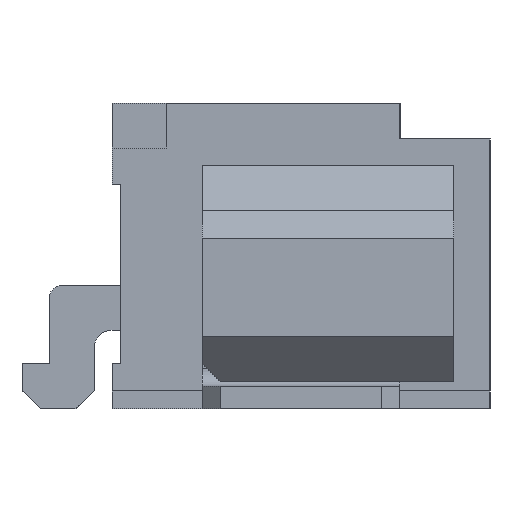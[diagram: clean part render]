
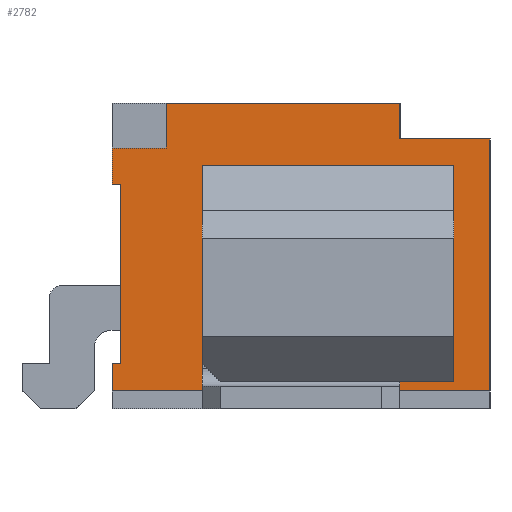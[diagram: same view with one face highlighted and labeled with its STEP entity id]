
A CAD part, left-side view. The second image highlights one B-rep face of the part: STEP entity #2782.
In plain terms, the highlighted planar face has unit normal (-1, 0, 0).
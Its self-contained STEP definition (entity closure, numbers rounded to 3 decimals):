
#270 = VERTEX_POINT('',#271);
#271 = CARTESIAN_POINT('',(-4.625,1.575,0.5));
#277 = EDGE_CURVE('',#278,#270,#280,.T.);
#278 = VERTEX_POINT('',#279);
#279 = CARTESIAN_POINT('',(-4.625,1.575,0.2));
#280 = LINE('',#281,#282);
#281 = CARTESIAN_POINT('',(-4.625,1.575,0.2));
#282 = VECTOR('',#283,1.);
#283 = DIRECTION('',(0.,0.,1.));
#573 = VERTEX_POINT('',#574);
#574 = CARTESIAN_POINT('',(-4.625,1.575,2.9));
#580 = EDGE_CURVE('',#581,#573,#583,.T.);
#581 = VERTEX_POINT('',#582);
#582 = CARTESIAN_POINT('',(-4.625,1.575,2.5));
#583 = LINE('',#584,#585);
#584 = CARTESIAN_POINT('',(-4.625,1.575,2.5));
#585 = VECTOR('',#586,1.);
#586 = DIRECTION('',(0.,0.,1.));
#619 = VERTEX_POINT('',#620);
#620 = CARTESIAN_POINT('',(-4.625,1.475,0.5));
#626 = EDGE_CURVE('',#270,#619,#627,.T.);
#627 = LINE('',#628,#629);
#628 = CARTESIAN_POINT('',(-4.625,1.575,0.5));
#629 = VECTOR('',#630,1.);
#630 = DIRECTION('',(0.,-1.,0.));
#908 = VERTEX_POINT('',#909);
#909 = CARTESIAN_POINT('',(-4.625,0.575,0.3));
#915 = EDGE_CURVE('',#908,#916,#918,.T.);
#916 = VERTEX_POINT('',#917);
#917 = CARTESIAN_POINT('',(-4.625,0.575,2.7));
#918 = LINE('',#919,#920);
#919 = CARTESIAN_POINT('',(-4.625,0.575,0.3));
#920 = VECTOR('',#921,1.);
#921 = DIRECTION('',(0.,0.,1.));
#2675 = EDGE_CURVE('',#2676,#2678,#2680,.T.);
#2676 = VERTEX_POINT('',#2677);
#2677 = CARTESIAN_POINT('',(-4.625,-2.225,0.3));
#2678 = VERTEX_POINT('',#2679);
#2679 = CARTESIAN_POINT('',(-4.625,-2.225,2.7));
#2680 = LINE('',#2681,#2682);
#2681 = CARTESIAN_POINT('',(-4.625,-2.225,0.3));
#2682 = VECTOR('',#2683,1.);
#2683 = DIRECTION('',(0.,0.,1.));
#2782 = ADVANCED_FACE('',(#2783,#2856),#2872,.T.);
#2783 = FACE_BOUND('',#2784,.F.);
#2784 = EDGE_LOOP('',(#2785,#2793,#2801,#2809,#2817,#2825,#2833,#2839,
    #2840,#2841,#2849,#2855));
#2785 = ORIENTED_EDGE('',*,*,#2786,.T.);
#2786 = EDGE_CURVE('',#573,#2787,#2789,.T.);
#2787 = VERTEX_POINT('',#2788);
#2788 = CARTESIAN_POINT('',(-4.625,0.975,2.9));
#2789 = LINE('',#2790,#2791);
#2790 = CARTESIAN_POINT('',(-4.625,1.575,2.9));
#2791 = VECTOR('',#2792,1.);
#2792 = DIRECTION('',(0.,-1.,0.));
#2793 = ORIENTED_EDGE('',*,*,#2794,.F.);
#2794 = EDGE_CURVE('',#2795,#2787,#2797,.T.);
#2795 = VERTEX_POINT('',#2796);
#2796 = CARTESIAN_POINT('',(-4.625,0.975,3.4));
#2797 = LINE('',#2798,#2799);
#2798 = CARTESIAN_POINT('',(-4.625,0.975,3.4));
#2799 = VECTOR('',#2800,1.);
#2800 = DIRECTION('',(0.,0.,-1.));
#2801 = ORIENTED_EDGE('',*,*,#2802,.T.);
#2802 = EDGE_CURVE('',#2795,#2803,#2805,.T.);
#2803 = VERTEX_POINT('',#2804);
#2804 = CARTESIAN_POINT('',(-4.625,-1.625,3.4));
#2805 = LINE('',#2806,#2807);
#2806 = CARTESIAN_POINT('',(-4.625,0.975,3.4));
#2807 = VECTOR('',#2808,1.);
#2808 = DIRECTION('',(0.,-1.,0.));
#2809 = ORIENTED_EDGE('',*,*,#2810,.T.);
#2810 = EDGE_CURVE('',#2803,#2811,#2813,.T.);
#2811 = VERTEX_POINT('',#2812);
#2812 = CARTESIAN_POINT('',(-4.625,-1.625,3.));
#2813 = LINE('',#2814,#2815);
#2814 = CARTESIAN_POINT('',(-4.625,-1.625,3.4));
#2815 = VECTOR('',#2816,1.);
#2816 = DIRECTION('',(0.,0.,-1.));
#2817 = ORIENTED_EDGE('',*,*,#2818,.F.);
#2818 = EDGE_CURVE('',#2819,#2811,#2821,.T.);
#2819 = VERTEX_POINT('',#2820);
#2820 = CARTESIAN_POINT('',(-4.625,-2.625,3.));
#2821 = LINE('',#2822,#2823);
#2822 = CARTESIAN_POINT('',(-4.625,-2.625,3.));
#2823 = VECTOR('',#2824,1.);
#2824 = DIRECTION('',(0.,1.,0.));
#2825 = ORIENTED_EDGE('',*,*,#2826,.F.);
#2826 = EDGE_CURVE('',#2827,#2819,#2829,.T.);
#2827 = VERTEX_POINT('',#2828);
#2828 = CARTESIAN_POINT('',(-4.625,-2.625,0.2));
#2829 = LINE('',#2830,#2831);
#2830 = CARTESIAN_POINT('',(-4.625,-2.625,0.2));
#2831 = VECTOR('',#2832,1.);
#2832 = DIRECTION('',(0.,0.,1.));
#2833 = ORIENTED_EDGE('',*,*,#2834,.F.);
#2834 = EDGE_CURVE('',#278,#2827,#2835,.T.);
#2835 = LINE('',#2836,#2837);
#2836 = CARTESIAN_POINT('',(-4.625,1.575,0.2));
#2837 = VECTOR('',#2838,1.);
#2838 = DIRECTION('',(0.,-1.,0.));
#2839 = ORIENTED_EDGE('',*,*,#277,.T.);
#2840 = ORIENTED_EDGE('',*,*,#626,.T.);
#2841 = ORIENTED_EDGE('',*,*,#2842,.T.);
#2842 = EDGE_CURVE('',#619,#2843,#2845,.T.);
#2843 = VERTEX_POINT('',#2844);
#2844 = CARTESIAN_POINT('',(-4.625,1.475,2.5));
#2845 = LINE('',#2846,#2847);
#2846 = CARTESIAN_POINT('',(-4.625,1.475,0.5));
#2847 = VECTOR('',#2848,1.);
#2848 = DIRECTION('',(0.,0.,1.));
#2849 = ORIENTED_EDGE('',*,*,#2850,.F.);
#2850 = EDGE_CURVE('',#581,#2843,#2851,.T.);
#2851 = LINE('',#2852,#2853);
#2852 = CARTESIAN_POINT('',(-4.625,1.575,2.5));
#2853 = VECTOR('',#2854,1.);
#2854 = DIRECTION('',(0.,-1.,0.));
#2855 = ORIENTED_EDGE('',*,*,#580,.T.);
#2856 = FACE_BOUND('',#2857,.F.);
#2857 = EDGE_LOOP('',(#2858,#2859,#2865,#2866));
#2858 = ORIENTED_EDGE('',*,*,#915,.F.);
#2859 = ORIENTED_EDGE('',*,*,#2860,.F.);
#2860 = EDGE_CURVE('',#2676,#908,#2861,.T.);
#2861 = LINE('',#2862,#2863);
#2862 = CARTESIAN_POINT('',(-4.625,-2.225,0.3));
#2863 = VECTOR('',#2864,1.);
#2864 = DIRECTION('',(0.,1.,0.));
#2865 = ORIENTED_EDGE('',*,*,#2675,.T.);
#2866 = ORIENTED_EDGE('',*,*,#2867,.T.);
#2867 = EDGE_CURVE('',#2678,#916,#2868,.T.);
#2868 = LINE('',#2869,#2870);
#2869 = CARTESIAN_POINT('',(-4.625,-2.225,2.7));
#2870 = VECTOR('',#2871,1.);
#2871 = DIRECTION('',(0.,1.,0.));
#2872 = PLANE('',#2873);
#2873 = AXIS2_PLACEMENT_3D('',#2874,#2875,#2876);
#2874 = CARTESIAN_POINT('',(-4.625,1.575,0.));
#2875 = DIRECTION('',(-1.,0.,0.));
#2876 = DIRECTION('',(0.,-1.,0.));
